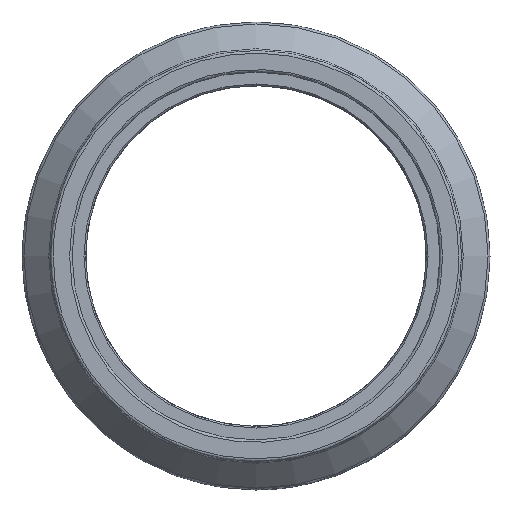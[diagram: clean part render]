
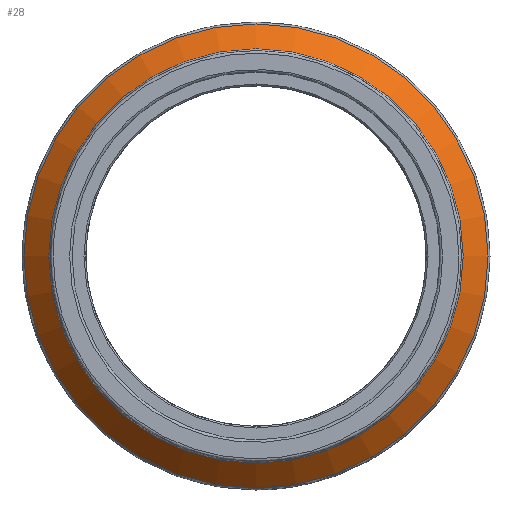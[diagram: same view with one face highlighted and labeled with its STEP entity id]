
A CAD part, left-side view. The second image highlights one B-rep face of the part: STEP entity #28.
In plain terms, the highlighted conical face has half-angle 45 degrees and reference radius 28.266 mm.
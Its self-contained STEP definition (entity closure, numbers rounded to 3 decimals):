
#28 = ADVANCED_FACE ( 'NONE', ( #1974, #1383 ), #881, .T. ) ;
#223 = CIRCLE ( 'NONE', #2591, 28.266 ) ;
#373 = EDGE_CURVE ( 'NONE', #3338, #3338, #223, .T. ) ;
#522 = DIRECTION ( 'NONE',  ( 1., 0., 0. ) ) ;
#581 = CIRCLE ( 'NONE', #2347, 25.234 ) ;
#779 = CARTESIAN_POINT ( 'NONE',  ( 546.358, 28.266, 0. ) ) ;
#835 = CARTESIAN_POINT ( 'NONE',  ( 543.327, 0., 0. ) ) ;
#856 = EDGE_CURVE ( 'NONE', #2293, #2293, #581, .T. ) ;
#881 = CONICAL_SURFACE ( 'NONE', #2949, 28.266, 0.785 ) ;
#1383 = FACE_OUTER_BOUND ( 'NONE', #3189, .T. ) ;
#1403 = DIRECTION ( 'NONE',  ( 0., 0., -1. ) ) ;
#1428 = EDGE_LOOP ( 'NONE', ( #2652 ) ) ;
#1740 = DIRECTION ( 'NONE',  ( 0., 1., 0. ) ) ;
#1956 = CARTESIAN_POINT ( 'NONE',  ( 546.358, 0., 0. ) ) ;
#1974 = FACE_BOUND ( 'NONE', #1428, .T. ) ;
#2015 = DIRECTION ( 'NONE',  ( -1., 0., 0. ) ) ;
#2288 = CARTESIAN_POINT ( 'NONE',  ( 546.358, 0., 0. ) ) ;
#2293 = VERTEX_POINT ( 'NONE', #3115 ) ;
#2347 = AXIS2_PLACEMENT_3D ( 'NONE', #835, #522, #2747 ) ;
#2591 = AXIS2_PLACEMENT_3D ( 'NONE', #2288, #2015, #1740 ) ;
#2635 = ORIENTED_EDGE ( 'NONE', *, *, #373, .T. ) ;
#2652 = ORIENTED_EDGE ( 'NONE', *, *, #856, .T. ) ;
#2747 = DIRECTION ( 'NONE',  ( 0., 1., 0. ) ) ;
#2834 = DIRECTION ( 'NONE',  ( 1., 0., 0. ) ) ;
#2949 = AXIS2_PLACEMENT_3D ( 'NONE', #1956, #2834, #1403 ) ;
#3115 = CARTESIAN_POINT ( 'NONE',  ( 543.327, 25.234, 0. ) ) ;
#3189 = EDGE_LOOP ( 'NONE', ( #2635 ) ) ;
#3338 = VERTEX_POINT ( 'NONE', #779 ) ;
